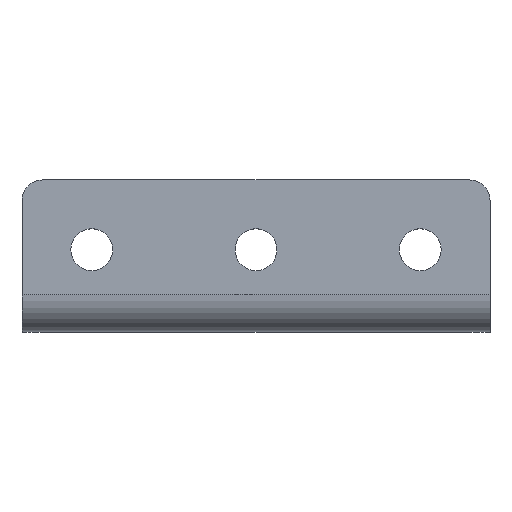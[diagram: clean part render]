
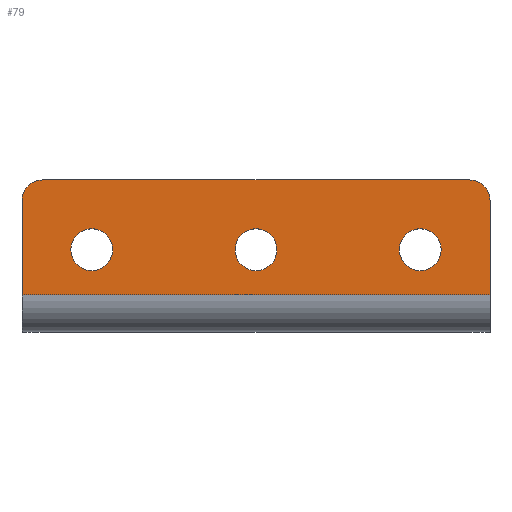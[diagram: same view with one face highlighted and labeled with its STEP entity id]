
A CAD part, top view. The second image highlights one B-rep face of the part: STEP entity #79.
In plain terms, the highlighted planar face has unit normal (0, 0, 1).
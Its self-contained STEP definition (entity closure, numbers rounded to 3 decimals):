
#20 = DIRECTION ( 'NONE',  ( 0., 0., 1. ) ) ;
#28 = DIRECTION ( 'NONE',  ( 0., 0., 1. ) ) ;
#29 = EDGE_CURVE ( 'NONE', #565, #947, #41, .T. ) ;
#40 = ORIENTED_EDGE ( 'NONE', *, *, #837, .T. ) ;
#41 = LINE ( 'NONE', #119, #123 ) ;
#53 = CARTESIAN_POINT ( 'NONE',  ( 8.5, 10., 0. ) ) ;
#54 = CARTESIAN_POINT ( 'NONE',  ( 0., 4.5, 0. ) ) ;
#56 = EDGE_LOOP ( 'NONE', ( #376, #918 ) ) ;
#57 = DIRECTION ( 'NONE',  ( 0., 0., -1. ) ) ;
#79 = ADVANCED_FACE ( 'NONE', ( #819, #361, #271, #131 ), #813, .F. ) ;
#81 = DIRECTION ( 'NONE',  ( -1., 0., 0. ) ) ;
#88 = AXIS2_PLACEMENT_3D ( 'NONE', #53, #752, #825 ) ;
#92 = DIRECTION ( 'NONE',  ( -1., 0., 0. ) ) ;
#93 = VERTEX_POINT ( 'NONE', #955 ) ;
#104 = AXIS2_PLACEMENT_3D ( 'NONE', #780, #20, #92 ) ;
#105 = ORIENTED_EDGE ( 'NONE', *, *, #690, .F. ) ;
#107 = DIRECTION ( 'NONE',  ( -1., 0., 0. ) ) ;
#109 = DIRECTION ( 'NONE',  ( -1., 0., 0. ) ) ;
#119 = CARTESIAN_POINT ( 'NONE',  ( 0., 0., 0. ) ) ;
#123 = VECTOR ( 'NONE', #743, 1000. ) ;
#131 = FACE_BOUND ( 'NONE', #963, .T. ) ;
#157 = CARTESIAN_POINT ( 'NONE',  ( 48.5, 10., 0. ) ) ;
#158 = VERTEX_POINT ( 'NONE', #838 ) ;
#169 = VERTEX_POINT ( 'NONE', #694 ) ;
#172 = VERTEX_POINT ( 'NONE', #770 ) ;
#197 = CARTESIAN_POINT ( 'NONE',  ( 54.5, 16., 0. ) ) ;
#219 = CIRCLE ( 'NONE', #525, 2.55 ) ;
#224 = CIRCLE ( 'NONE', #88, 2.55 ) ;
#229 = CARTESIAN_POINT ( 'NONE',  ( 54.5, 18.5, 0. ) ) ;
#230 = VECTOR ( 'NONE', #868, 1000. ) ;
#245 = CARTESIAN_POINT ( 'NONE',  ( 57., 16., 0. ) ) ;
#247 = DIRECTION ( 'NONE',  ( 0., 0., -1. ) ) ;
#254 = CARTESIAN_POINT ( 'NONE',  ( 28.5, 10., 0. ) ) ;
#258 = EDGE_LOOP ( 'NONE', ( #742, #333, #593, #40, #588, #105 ) ) ;
#271 = FACE_OUTER_BOUND ( 'NONE', #258, .T. ) ;
#276 = AXIS2_PLACEMENT_3D ( 'NONE', #482, #625, #316 ) ;
#280 = CARTESIAN_POINT ( 'NONE',  ( 57., 4.5, 0. ) ) ;
#281 = VECTOR ( 'NONE', #895, 1000. ) ;
#285 = EDGE_CURVE ( 'NONE', #172, #628, #791, .T. ) ;
#288 = AXIS2_PLACEMENT_3D ( 'NONE', #254, #798, #109 ) ;
#316 = DIRECTION ( 'NONE',  ( -1., 0., 0. ) ) ;
#325 = LINE ( 'NONE', #632, #230 ) ;
#327 = EDGE_CURVE ( 'NONE', #464, #158, #338, .T. ) ;
#333 = ORIENTED_EDGE ( 'NONE', *, *, #768, .T. ) ;
#338 = LINE ( 'NONE', #394, #346 ) ;
#346 = VECTOR ( 'NONE', #794, 1000. ) ;
#361 = FACE_BOUND ( 'NONE', #936, .T. ) ;
#366 = DIRECTION ( 'NONE',  ( -1., 0., 0. ) ) ;
#376 = ORIENTED_EDGE ( 'NONE', *, *, #518, .T. ) ;
#389 = CARTESIAN_POINT ( 'NONE',  ( 45.95, 10., 0. ) ) ;
#394 = CARTESIAN_POINT ( 'NONE',  ( 57., 18.5, 0. ) ) ;
#397 = DIRECTION ( 'NONE',  ( 0., 0., -1. ) ) ;
#418 = VERTEX_POINT ( 'NONE', #389 ) ;
#429 = EDGE_CURVE ( 'NONE', #418, #93, #487, .T. ) ;
#440 = ORIENTED_EDGE ( 'NONE', *, *, #649, .T. ) ;
#464 = VERTEX_POINT ( 'NONE', #229 ) ;
#482 = CARTESIAN_POINT ( 'NONE',  ( 8.5, 10., 0. ) ) ;
#487 = CIRCLE ( 'NONE', #546, 2.55 ) ;
#490 = AXIS2_PLACEMENT_3D ( 'NONE', #572, #247, #107 ) ;
#491 = ORIENTED_EDGE ( 'NONE', *, *, #285, .T. ) ;
#518 = EDGE_CURVE ( 'NONE', #169, #950, #219, .T. ) ;
#520 = DIRECTION ( 'NONE',  ( -1., 0., 0. ) ) ;
#525 = AXIS2_PLACEMENT_3D ( 'NONE', #592, #595, #520 ) ;
#546 = AXIS2_PLACEMENT_3D ( 'NONE', #157, #397, #81 ) ;
#565 = VERTEX_POINT ( 'NONE', #827 ) ;
#572 = CARTESIAN_POINT ( 'NONE',  ( 48.5, 10., 0. ) ) ;
#586 = CARTESIAN_POINT ( 'NONE',  ( 5.95, 10., 0. ) ) ;
#588 = ORIENTED_EDGE ( 'NONE', *, *, #29, .T. ) ;
#592 = CARTESIAN_POINT ( 'NONE',  ( 28.5, 10., 0. ) ) ;
#593 = ORIENTED_EDGE ( 'NONE', *, *, #327, .T. ) ;
#595 = DIRECTION ( 'NONE',  ( 0., 0., -1. ) ) ;
#598 = CIRCLE ( 'NONE', #490, 2.55 ) ;
#625 = DIRECTION ( 'NONE',  ( 0., 0., -1. ) ) ;
#628 = VERTEX_POINT ( 'NONE', #586 ) ;
#632 = CARTESIAN_POINT ( 'NONE',  ( 57., 0., 0. ) ) ;
#634 = ORIENTED_EDGE ( 'NONE', *, *, #730, .T. ) ;
#649 = EDGE_CURVE ( 'NONE', #628, #172, #224, .T. ) ;
#660 = LINE ( 'NONE', #280, #281 ) ;
#665 = AXIS2_PLACEMENT_3D ( 'NONE', #197, #28, #726 ) ;
#690 = EDGE_CURVE ( 'NONE', #810, #947, #660, .T. ) ;
#694 = CARTESIAN_POINT ( 'NONE',  ( 25.95, 10., 0. ) ) ;
#718 = CARTESIAN_POINT ( 'NONE',  ( 57., 0., 0. ) ) ;
#726 = DIRECTION ( 'NONE',  ( -1., 0., 0. ) ) ;
#730 = EDGE_CURVE ( 'NONE', #93, #418, #598, .T. ) ;
#742 = ORIENTED_EDGE ( 'NONE', *, *, #758, .F. ) ;
#743 = DIRECTION ( 'NONE',  ( 0., -1., 0. ) ) ;
#752 = DIRECTION ( 'NONE',  ( 0., 0., -1. ) ) ;
#758 = EDGE_CURVE ( 'NONE', #866, #810, #325, .T. ) ;
#760 = AXIS2_PLACEMENT_3D ( 'NONE', #718, #57, #366 ) ;
#768 = EDGE_CURVE ( 'NONE', #866, #464, #778, .T. ) ;
#770 = CARTESIAN_POINT ( 'NONE',  ( 11.05, 10., 0. ) ) ;
#778 = CIRCLE ( 'NONE', #665, 2.5 ) ;
#780 = CARTESIAN_POINT ( 'NONE',  ( 2.5, 16., 0. ) ) ;
#781 = ORIENTED_EDGE ( 'NONE', *, *, #429, .T. ) ;
#791 = CIRCLE ( 'NONE', #276, 2.55 ) ;
#794 = DIRECTION ( 'NONE',  ( -1., 0., 0. ) ) ;
#798 = DIRECTION ( 'NONE',  ( 0., 0., -1. ) ) ;
#810 = VERTEX_POINT ( 'NONE', #814 ) ;
#813 = PLANE ( 'NONE',  #760 ) ;
#814 = CARTESIAN_POINT ( 'NONE',  ( 57., 4.5, 0. ) ) ;
#819 = FACE_BOUND ( 'NONE', #56, .T. ) ;
#822 = CARTESIAN_POINT ( 'NONE',  ( 31.05, 10., 0. ) ) ;
#823 = CIRCLE ( 'NONE', #288, 2.55 ) ;
#825 = DIRECTION ( 'NONE',  ( -1., 0., 0. ) ) ;
#827 = CARTESIAN_POINT ( 'NONE',  ( 0., 16., 0. ) ) ;
#837 = EDGE_CURVE ( 'NONE', #158, #565, #843, .T. ) ;
#838 = CARTESIAN_POINT ( 'NONE',  ( 2.5, 18.5, 0. ) ) ;
#843 = CIRCLE ( 'NONE', #104, 2.5 ) ;
#866 = VERTEX_POINT ( 'NONE', #245 ) ;
#868 = DIRECTION ( 'NONE',  ( 0., -1., 0. ) ) ;
#895 = DIRECTION ( 'NONE',  ( -1., 0., 0. ) ) ;
#917 = EDGE_CURVE ( 'NONE', #950, #169, #823, .T. ) ;
#918 = ORIENTED_EDGE ( 'NONE', *, *, #917, .T. ) ;
#936 = EDGE_LOOP ( 'NONE', ( #440, #491 ) ) ;
#947 = VERTEX_POINT ( 'NONE', #54 ) ;
#950 = VERTEX_POINT ( 'NONE', #822 ) ;
#955 = CARTESIAN_POINT ( 'NONE',  ( 51.05, 10., 0. ) ) ;
#963 = EDGE_LOOP ( 'NONE', ( #781, #634 ) ) ;
